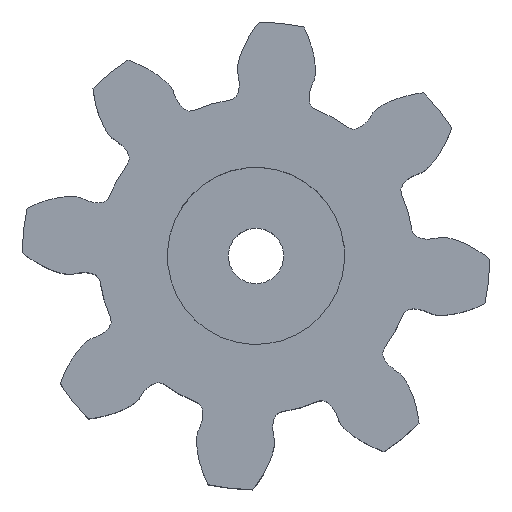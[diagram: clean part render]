
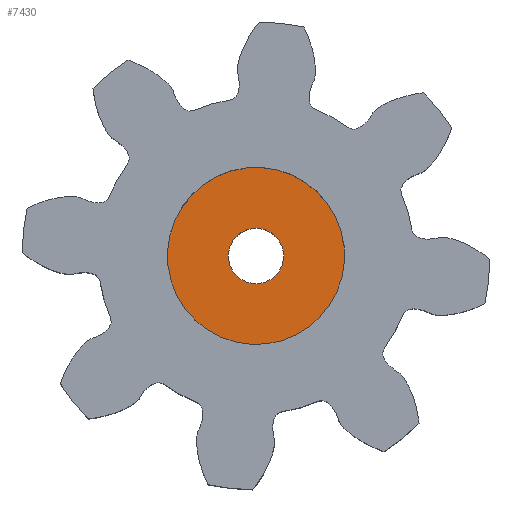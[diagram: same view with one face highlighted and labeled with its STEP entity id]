
A CAD part, top view. The second image highlights one B-rep face of the part: STEP entity #7430.
In plain terms, the highlighted planar face has unit normal (0, 0, 1).
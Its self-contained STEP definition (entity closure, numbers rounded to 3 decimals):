
#17=FACE_BOUND('',#769,.T.);
#20=PLANE('',#7827);
#393=FACE_OUTER_BOUND('',#768,.T.);
#768=EDGE_LOOP('',(#5950));
#769=EDGE_LOOP('',(#5951));
#3350=CIRCLE('',#7820,0.75);
#3352=CIRCLE('',#7823,2.4);
#3354=VERTEX_POINT('',#10060);
#3356=VERTEX_POINT('',#10066);
#4094=EDGE_CURVE('',#3354,#3354,#3350,.T.);
#4097=EDGE_CURVE('',#3356,#3356,#3352,.T.);
#5950=ORIENTED_EDGE('',*,*,#4097,.T.);
#5951=ORIENTED_EDGE('',*,*,#4094,.T.);
#7430=ADVANCED_FACE('',(#393,#17),#20,.T.);
#7820=AXIS2_PLACEMENT_3D('',#10061,#8200,#8201);
#7823=AXIS2_PLACEMENT_3D('',#10067,#8207,#8208);
#7827=AXIS2_PLACEMENT_3D('',#11545,#8952,#8953);
#8200=DIRECTION('center_axis',(0.,0.,-1.));
#8201=DIRECTION('ref_axis',(1.,0.,0.));
#8207=DIRECTION('center_axis',(0.,0.,1.));
#8208=DIRECTION('ref_axis',(-0.998,0.062,0.));
#8952=DIRECTION('center_axis',(0.,0.,1.));
#8953=DIRECTION('ref_axis',(1.,0.,0.));
#10060=CARTESIAN_POINT('',(-0.75,0.,2.));
#10061=CARTESIAN_POINT('Origin',(0.,0.,2.));
#10066=CARTESIAN_POINT('',(2.395,-0.149,2.));
#10067=CARTESIAN_POINT('Origin',(0.,0.,2.));
#11545=CARTESIAN_POINT('Origin',(0.,0.,2.));
